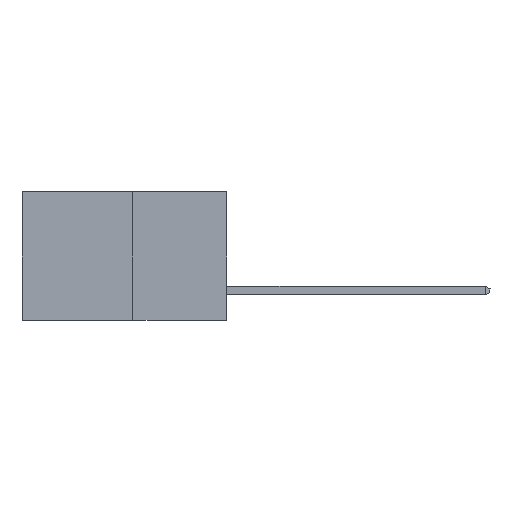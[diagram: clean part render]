
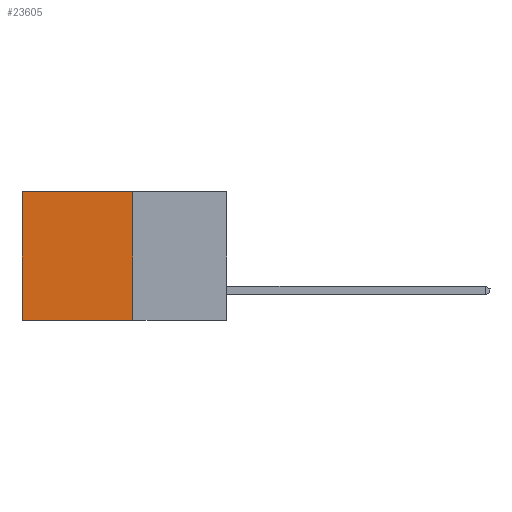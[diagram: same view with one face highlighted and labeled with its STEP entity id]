
A CAD part, left-side view. The second image highlights one B-rep face of the part: STEP entity #23605.
In plain terms, the highlighted planar face has unit normal (-1, 0, 0).
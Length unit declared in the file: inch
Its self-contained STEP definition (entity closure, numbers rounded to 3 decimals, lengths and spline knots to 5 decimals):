
#1710 = ORIENTED_EDGE ( 'NONE', *, *, #2990, .F. ) ;
#2489 = CARTESIAN_POINT ( 'NONE',  ( 0.277, 0.59, -0.37 ) ) ;
#2990 = EDGE_CURVE ( 'NONE', #18832, #10666, #26869, .T. ) ;
#3555 = DIRECTION ( 'NONE',  ( 0., 0., -1. ) ) ;
#5229 = VERTEX_POINT ( 'NONE', #9286 ) ;
#5258 = DIRECTION ( 'NONE',  ( 0., 0., -1. ) ) ;
#7539 = AXIS2_PLACEMENT_3D ( 'NONE', #15992, #18083, #5258 ) ;
#9286 = CARTESIAN_POINT ( 'NONE',  ( 0.277, 0.27, 0. ) ) ;
#9628 = ORIENTED_EDGE ( 'NONE', *, *, #10301, .T. ) ;
#10301 = EDGE_CURVE ( 'NONE', #18514, #10666, #13735, .T. ) ;
#10507 = ORIENTED_EDGE ( 'NONE', *, *, #22154, .F. ) ;
#10666 = VERTEX_POINT ( 'NONE', #2489 ) ;
#11267 = DIRECTION ( 'NONE',  ( 0., 1., 0. ) ) ;
#11415 = DIRECTION ( 'NONE',  ( 0., 0., -1. ) ) ;
#13031 = VECTOR ( 'NONE', #11415, 39.37008 ) ;
#13257 = EDGE_LOOP ( 'NONE', ( #9628, #1710, #10507, #18015 ) ) ;
#13735 = LINE ( 'NONE', #16458, #25049 ) ;
#13791 = PLANE ( 'NONE',  #7539 ) ;
#14272 = CARTESIAN_POINT ( 'NONE',  ( 0.277, 0.27, -0.37 ) ) ;
#14304 = CARTESIAN_POINT ( 'NONE',  ( 0.277, 0.27, 0. ) ) ;
#15992 = CARTESIAN_POINT ( 'NONE',  ( 0.277, 0.27, -0.37 ) ) ;
#16458 = CARTESIAN_POINT ( 'NONE',  ( 0.277, 0.59, -0.37 ) ) ;
#16469 = DIRECTION ( 'NONE',  ( 0., 1., 0. ) ) ;
#18015 = ORIENTED_EDGE ( 'NONE', *, *, #27760, .T. ) ;
#18083 = DIRECTION ( 'NONE',  ( 1., 0., 0. ) ) ;
#18514 = VERTEX_POINT ( 'NONE', #19818 ) ;
#18832 = VERTEX_POINT ( 'NONE', #14272 ) ;
#19402 = LINE ( 'NONE', #26324, #13031 ) ;
#19644 = FACE_OUTER_BOUND ( 'NONE', #13257, .T. ) ;
#19818 = CARTESIAN_POINT ( 'NONE',  ( 0.277, 0.59, 0. ) ) ;
#21260 = VECTOR ( 'NONE', #11267, 39.37008 ) ;
#22154 = EDGE_CURVE ( 'NONE', #5229, #18832, #19402, .T. ) ;
#23605 = ADVANCED_FACE ( 'NONE', ( #19644 ), #13791, .F. ) ;
#23982 = VECTOR ( 'NONE', #16469, 39.37008 ) ;
#24374 = CARTESIAN_POINT ( 'NONE',  ( 0.277, 0.27, -0.37 ) ) ;
#24640 = LINE ( 'NONE', #14304, #23982 ) ;
#25049 = VECTOR ( 'NONE', #3555, 39.37008 ) ;
#26324 = CARTESIAN_POINT ( 'NONE',  ( 0.277, 0.27, -0.37 ) ) ;
#26869 = LINE ( 'NONE', #24374, #21260 ) ;
#27760 = EDGE_CURVE ( 'NONE', #5229, #18514, #24640, .T. ) ;
